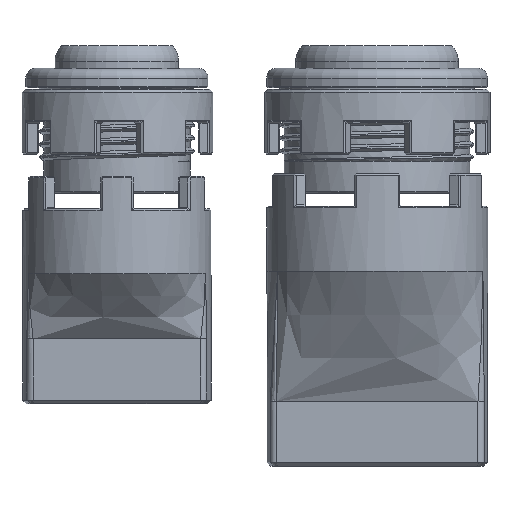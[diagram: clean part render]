
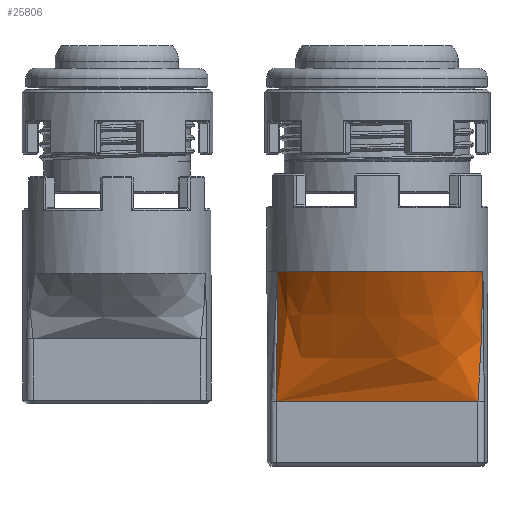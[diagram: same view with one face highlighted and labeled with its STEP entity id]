
A CAD part, front view. The second image highlights one B-rep face of the part: STEP entity #25806.
In plain terms, the highlighted free-form (B-spline) face has degree [3, 3] with [8, 4] control points.
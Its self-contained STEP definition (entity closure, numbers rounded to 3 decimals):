
#204=B_SPLINE_SURFACE_WITH_KNOTS('',3,3,((#43253,#43254,#43255,#43256),
(#43257,#43258,#43259,#43260),(#43261,#43262,#43263,#43264),(#43265,#43266,
#43267,#43268),(#43269,#43270,#43271,#43272),(#43273,#43274,#43275,#43276),
(#43277,#43278,#43279,#43280),(#43281,#43282,#43283,#43284)),
 .UNSPECIFIED.,.F.,.F.,.F.,(4,1,1,1,1,4),(4,4),(0.,0.143,0.286,
0.571,0.857,1.),(0.,1.),.UNSPECIFIED.);
#714=B_SPLINE_CURVE_WITH_KNOTS('',3,(#43139,#43140,#43141,#43142,#43143,
#43144,#43145,#43146),.UNSPECIFIED.,.F.,.F.,(4,2,1,1,4),(-1.997,
-1.995,-1.196,-0.797,0.),
 .UNSPECIFIED.);
#721=B_SPLINE_CURVE_WITH_KNOTS('',3,(#43286,#43287,#43288,#43289,#43290,
#43291,#43292,#43293),.UNSPECIFIED.,.F.,.F.,(4,1,1,2,4),(-2.008,
-1.215,-0.81,0.,0.002),
 .UNSPECIFIED.);
#3718=FACE_OUTER_BOUND('',#5252,.T.);
#5252=EDGE_LOOP('',(#20919,#20920,#20921,#20922));
#7095=LINE('',#43294,#9050);
#9050=VECTOR('',#31640,10.);
#10171=CIRCLE('',#27550,17.);
#11592=VERTEX_POINT('',#42938);
#11599=VERTEX_POINT('',#42967);
#11615=VERTEX_POINT('',#43138);
#11622=VERTEX_POINT('',#43285);
#14896=EDGE_CURVE('',#11592,#11599,#10171,.T.);
#14916=EDGE_CURVE('',#11592,#11615,#714,.T.);
#14926=EDGE_CURVE('',#11622,#11599,#721,.T.);
#14927=EDGE_CURVE('',#11622,#11615,#7095,.T.);
#20919=ORIENTED_EDGE('',*,*,#14916,.F.);
#20920=ORIENTED_EDGE('',*,*,#14896,.T.);
#20921=ORIENTED_EDGE('',*,*,#14926,.F.);
#20922=ORIENTED_EDGE('',*,*,#14927,.T.);
#25806=ADVANCED_FACE('',(#3718),#204,.T.);
#27550=AXIS2_PLACEMENT_3D('',#42969,#31586,#31587);
#31586=DIRECTION('center_axis',(0.,0.,-1.));
#31587=DIRECTION('ref_axis',(1.,0.,0.));
#31640=DIRECTION('',(1.,0.,0.));
#42938=CARTESIAN_POINT('',(56.282,95.02,-19.6));
#42967=CARTESIAN_POINT('',(24.721,92.638,-19.6));
#42969=CARTESIAN_POINT('Origin',(40.034,100.02,-19.6));
#43138=CARTESIAN_POINT('',(55.526,95.02,-39.6));
#43139=CARTESIAN_POINT('Ctrl Pts',(56.282,95.02,-19.6));
#43140=CARTESIAN_POINT('Ctrl Pts',(56.282,95.02,-19.605));
#43141=CARTESIAN_POINT('Ctrl Pts',(56.282,95.02,-19.611));
#43142=CARTESIAN_POINT('Ctrl Pts',(56.266,94.969,-22.281));
#43143=CARTESIAN_POINT('Ctrl Pts',(56.212,94.863,-26.282));
#43144=CARTESIAN_POINT('Ctrl Pts',(55.902,94.779,-32.954));
#43145=CARTESIAN_POINT('Ctrl Pts',(55.651,94.901,-36.947));
#43146=CARTESIAN_POINT('Ctrl Pts',(55.526,95.02,-39.6));
#43253=CARTESIAN_POINT('Ctrl Pts',(23.786,95.02,-39.6));
#43254=CARTESIAN_POINT('Ctrl Pts',(24.098,94.226,-32.933));
#43255=CARTESIAN_POINT('Ctrl Pts',(24.409,93.432,-26.267));
#43256=CARTESIAN_POINT('Ctrl Pts',(24.721,92.638,-19.6));
#43257=CARTESIAN_POINT('Ctrl Pts',(25.334,95.02,-39.6));
#43258=CARTESIAN_POINT('Ctrl Pts',(25.408,93.642,-32.933));
#43259=CARTESIAN_POINT('Ctrl Pts',(25.487,92.271,-26.267));
#43260=CARTESIAN_POINT('Ctrl Pts',(25.562,90.893,-19.6));
#43261=CARTESIAN_POINT('Ctrl Pts',(28.429,95.02,-39.6));
#43262=CARTESIAN_POINT('Ctrl Pts',(28.237,92.582,-32.933));
#43263=CARTESIAN_POINT('Ctrl Pts',(28.044,90.141,-26.267));
#43264=CARTESIAN_POINT('Ctrl Pts',(27.852,87.702,-19.6));
#43265=CARTESIAN_POINT('Ctrl Pts',(34.618,95.02,-39.6));
#43266=CARTESIAN_POINT('Ctrl Pts',(34.51,91.07,-32.933));
#43267=CARTESIAN_POINT('Ctrl Pts',(34.402,87.125,-26.267));
#43268=CARTESIAN_POINT('Ctrl Pts',(34.293,83.175,-19.6));
#43269=CARTESIAN_POINT('Ctrl Pts',(42.355,95.02,-39.6));
#43270=CARTESIAN_POINT('Ctrl Pts',(43.075,90.745,-32.933));
#43271=CARTESIAN_POINT('Ctrl Pts',(43.798,86.464,-26.267));
#43272=CARTESIAN_POINT('Ctrl Pts',(44.518,82.189,-19.6));
#43273=CARTESIAN_POINT('Ctrl Pts',(50.093,95.02,-39.6));
#43274=CARTESIAN_POINT('Ctrl Pts',(51.084,92.643,-32.933));
#43275=CARTESIAN_POINT('Ctrl Pts',(52.07,90.27,-26.267));
#43276=CARTESIAN_POINT('Ctrl Pts',(53.061,87.893,-19.6));
#43277=CARTESIAN_POINT('Ctrl Pts',(54.735,95.02,-39.6));
#43278=CARTESIAN_POINT('Ctrl Pts',(55.058,94.405,-32.933));
#43279=CARTESIAN_POINT('Ctrl Pts',(55.389,93.783,-26.267));
#43280=CARTESIAN_POINT('Ctrl Pts',(55.712,93.168,-19.6));
#43281=CARTESIAN_POINT('Ctrl Pts',(56.282,95.02,-39.6));
#43282=CARTESIAN_POINT('Ctrl Pts',(56.282,95.02,-32.933));
#43283=CARTESIAN_POINT('Ctrl Pts',(56.282,95.02,-26.267));
#43284=CARTESIAN_POINT('Ctrl Pts',(56.282,95.02,-19.6));
#43285=CARTESIAN_POINT('',(24.542,95.02,-39.6));
#43286=CARTESIAN_POINT('Ctrl Pts',(24.547,95.02,-39.6));
#43287=CARTESIAN_POINT('Ctrl Pts',(24.536,94.598,-36.985));
#43288=CARTESIAN_POINT('Ctrl Pts',(24.492,94.024,-33.018));
#43289=CARTESIAN_POINT('Ctrl Pts',(24.509,93.287,-26.341));
#43290=CARTESIAN_POINT('Ctrl Pts',(24.621,92.905,-22.303));
#43291=CARTESIAN_POINT('Ctrl Pts',(24.72,92.639,-19.611));
#43292=CARTESIAN_POINT('Ctrl Pts',(24.72,92.639,-19.605));
#43293=CARTESIAN_POINT('Ctrl Pts',(24.721,92.638,-19.6));
#43294=CARTESIAN_POINT('',(17.534,95.02,-39.6));
